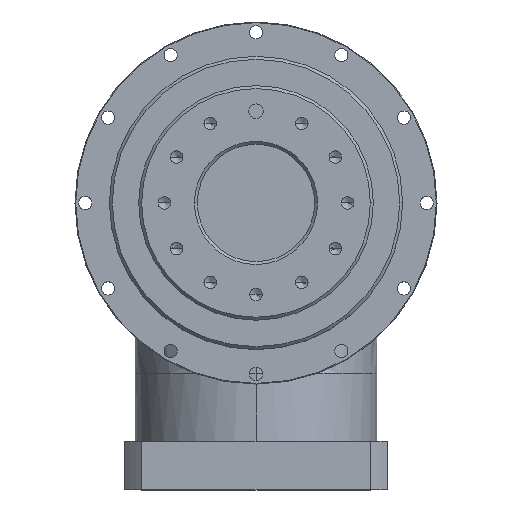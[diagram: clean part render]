
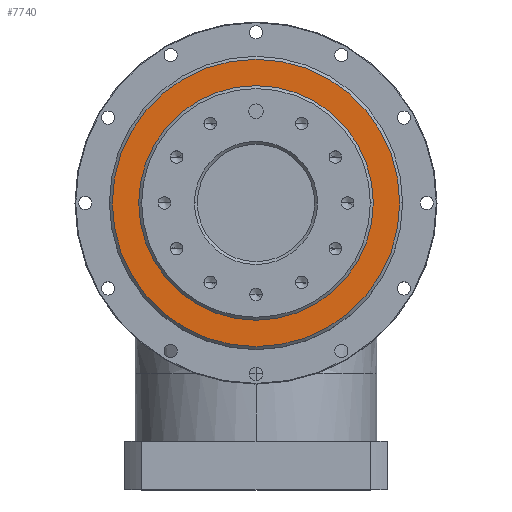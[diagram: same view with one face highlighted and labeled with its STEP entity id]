
A CAD part, top view. The second image highlights one B-rep face of the part: STEP entity #7740.
In plain terms, the highlighted planar face has unit normal (0, 0, 1).
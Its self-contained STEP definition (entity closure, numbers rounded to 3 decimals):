
#658 = CARTESIAN_POINT ( 'NONE',  ( 0., 0., 88. ) ) ;
#825 = DIRECTION ( 'NONE',  ( 1., 0., 0. ) ) ;
#920 = CARTESIAN_POINT ( 'NONE',  ( 0., 0., 88. ) ) ;
#1052 = EDGE_CURVE ( 'NONE', #12075, #2559, #2719, .T. ) ;
#1594 = DIRECTION ( 'NONE',  ( 1., 0., 0. ) ) ;
#1850 = DIRECTION ( 'NONE',  ( 1., 0., 0. ) ) ;
#1932 = FACE_OUTER_BOUND ( 'NONE', #2022, .T. ) ;
#2022 = EDGE_LOOP ( 'NONE', ( #8015, #9248 ) ) ;
#2083 = AXIS2_PLACEMENT_3D ( 'NONE', #3480, #10004, #4416 ) ;
#2444 = CIRCLE ( 'NONE', #6434, 98. ) ;
#2559 = VERTEX_POINT ( 'NONE', #9051 ) ;
#2565 = ORIENTED_EDGE ( 'NONE', *, *, #11599, .F. ) ;
#2696 = EDGE_CURVE ( 'NONE', #10615, #5436, #7024, .T. ) ;
#2719 = CIRCLE ( 'NONE', #2083, 98. ) ;
#3480 = CARTESIAN_POINT ( 'NONE',  ( 0., 0., 88. ) ) ;
#4020 = EDGE_CURVE ( 'NONE', #2559, #12075, #2444, .T. ) ;
#4416 = DIRECTION ( 'NONE',  ( 1., 0., 0. ) ) ;
#4465 = AXIS2_PLACEMENT_3D ( 'NONE', #920, #7463, #1850 ) ;
#4557 = PLANE ( 'NONE',  #10511 ) ;
#5059 = CARTESIAN_POINT ( 'NONE',  ( 80., 0., 88. ) ) ;
#5436 = VERTEX_POINT ( 'NONE', #11564 ) ;
#5535 = DIRECTION ( 'NONE',  ( 0., 0., 1. ) ) ;
#6416 = DIRECTION ( 'NONE',  ( 0., 0., 1. ) ) ;
#6434 = AXIS2_PLACEMENT_3D ( 'NONE', #658, #7199, #1594 ) ;
#6622 = FACE_BOUND ( 'NONE', #12011, .T. ) ;
#7024 = CIRCLE ( 'NONE', #4465, 80. ) ;
#7199 = DIRECTION ( 'NONE',  ( 0., 0., 1. ) ) ;
#7331 = CARTESIAN_POINT ( 'NONE',  ( 0., 0., 88. ) ) ;
#7459 = ORIENTED_EDGE ( 'NONE', *, *, #2696, .F. ) ;
#7463 = DIRECTION ( 'NONE',  ( 0., 0., 1. ) ) ;
#7740 = ADVANCED_FACE ( 'NONE', ( #1932, #6622 ), #4557, .T. ) ;
#8015 = ORIENTED_EDGE ( 'NONE', *, *, #1052, .T. ) ;
#8674 = CARTESIAN_POINT ( 'NONE',  ( -98., 0., 88. ) ) ;
#9022 = CIRCLE ( 'NONE', #12041, 80. ) ;
#9051 = CARTESIAN_POINT ( 'NONE',  ( 98., 0., 88. ) ) ;
#9248 = ORIENTED_EDGE ( 'NONE', *, *, #4020, .T. ) ;
#10004 = DIRECTION ( 'NONE',  ( 0., 0., 1. ) ) ;
#10511 = AXIS2_PLACEMENT_3D ( 'NONE', #7331, #6416, #825 ) ;
#10615 = VERTEX_POINT ( 'NONE', #5059 ) ;
#11140 = CARTESIAN_POINT ( 'NONE',  ( 0., 0., 88. ) ) ;
#11564 = CARTESIAN_POINT ( 'NONE',  ( -80., 0., 88. ) ) ;
#11599 = EDGE_CURVE ( 'NONE', #5436, #10615, #9022, .T. ) ;
#12011 = EDGE_LOOP ( 'NONE', ( #7459, #2565 ) ) ;
#12041 = AXIS2_PLACEMENT_3D ( 'NONE', #11140, #5535, #12089 ) ;
#12075 = VERTEX_POINT ( 'NONE', #8674 ) ;
#12089 = DIRECTION ( 'NONE',  ( 1., 0., 0. ) ) ;
